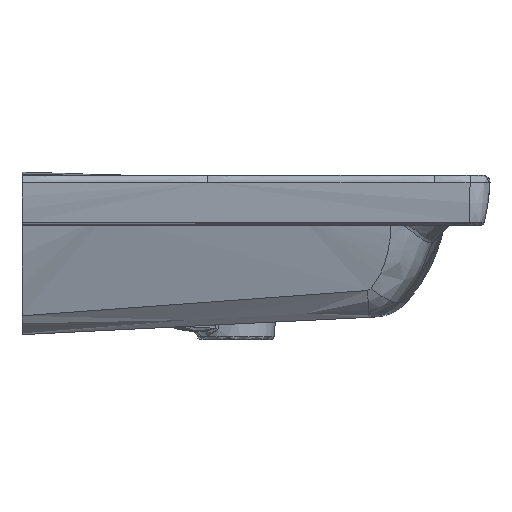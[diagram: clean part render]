
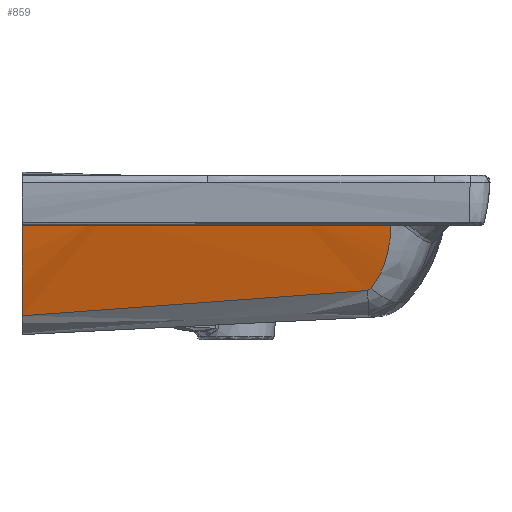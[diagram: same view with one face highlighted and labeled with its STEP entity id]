
A CAD part, left-side view. The second image highlights one B-rep face of the part: STEP entity #859.
In plain terms, the highlighted conical face has half-angle 2 degrees and reference radius 500 mm.
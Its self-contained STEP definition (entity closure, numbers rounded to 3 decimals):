
#290=CONICAL_SURFACE('',#6618,500.,2.);
#345=CIRCLE('',#6519,500.);
#455=(
BOUNDED_CURVE()
B_SPLINE_CURVE(3,(#45002,#45003,#45004,#45005,#45006,#45007,#45008,#45009,
#45010,#45011,#45012,#45013,#45014,#45015,#45016,#45017,#45018,#45019),
 .UNSPECIFIED.,.F.,.F.)
B_SPLINE_CURVE_WITH_KNOTS((4,2,2,2,2,2,2,2,4),(0.,0.033,0.066,
0.132,0.197,0.23,0.263,
0.526,1.),.UNSPECIFIED.)
CURVE()
GEOMETRIC_REPRESENTATION_ITEM()
RATIONAL_B_SPLINE_CURVE((1.,1.,1.,1.,1.,1.,1.,1.,1.,1.,1.,1.,1.,1.,1.,1.,
1.,1.))
REPRESENTATION_ITEM('')
);
#456=(
BOUNDED_CURVE()
B_SPLINE_CURVE(3,(#45021,#45022,#45023,#45024,#45025,#45026,#45027,#45028,
#45029,#45030),.UNSPECIFIED.,.F.,.F.)
B_SPLINE_CURVE_WITH_KNOTS((4,2,2,2,4),(0.,0.25,0.5,0.75,
1.),.UNSPECIFIED.)
CURVE()
GEOMETRIC_REPRESENTATION_ITEM()
RATIONAL_B_SPLINE_CURVE((1.,1.,1.,1.,1.,1.,1.,1.,1.,1.))
REPRESENTATION_ITEM('')
);
#859=ADVANCED_FACE('',(#1431),#290,.T.);
#1431=FACE_OUTER_BOUND('',#1827,.T.);
#1827=EDGE_LOOP('',(#3431,#3432,#3433,#3434,#3435,#3436,#3437,#3438));
#3431=ORIENTED_EDGE('',*,*,#5113,.T.);
#3432=ORIENTED_EDGE('',*,*,#5428,.T.);
#3433=ORIENTED_EDGE('',*,*,#5429,.T.);
#3434=ORIENTED_EDGE('',*,*,#5069,.T.);
#3435=ORIENTED_EDGE('',*,*,#5478,.F.);
#3436=ORIENTED_EDGE('',*,*,#5479,.F.);
#3437=ORIENTED_EDGE('',*,*,#5475,.T.);
#3438=ORIENTED_EDGE('',*,*,#5430,.T.);
#4289=VERTEX_POINT('',#36621);
#4290=VERTEX_POINT('',#36623);
#4331=VERTEX_POINT('',#36837);
#4332=VERTEX_POINT('',#36845);
#4540=VERTEX_POINT('',#42677);
#4542=VERTEX_POINT('',#42840);
#4568=VERTEX_POINT('',#44832);
#4570=VERTEX_POINT('',#45020);
#5069=EDGE_CURVE('',#4290,#4289,#345,.T.);
#5113=EDGE_CURVE('',#4332,#4331,#6065,.T.);
#5428=EDGE_CURVE('',#4331,#4542,#6273,.T.);
#5429=EDGE_CURVE('',#4542,#4290,#6274,.T.);
#5430=EDGE_CURVE('',#4540,#4332,#6275,.T.);
#5475=EDGE_CURVE('',#4568,#4540,#6317,.T.);
#5478=EDGE_CURVE('',#4570,#4289,#455,.T.);
#5479=EDGE_CURVE('',#4568,#4570,#456,.T.);
#6065=B_SPLINE_CURVE_WITH_KNOTS('',3,(#36838,#36839,#36840,#36841,#36842,
#36843,#36844),.UNSPECIFIED.,.F.,.F.,(4,3,4),(0.,0.473,1.),
 .UNSPECIFIED.);
#6273=B_SPLINE_CURVE_WITH_KNOTS('',3,(#42841,#42842,#42843,#42844,#42845,
#42846),.UNSPECIFIED.,.F.,.F.,(4,2,4),(0.,0.5,1.),.UNSPECIFIED.);
#6274=B_SPLINE_CURVE_WITH_KNOTS('',3,(#42883,#42884,#42885,#42886,#42887,
#42888,#42889),.UNSPECIFIED.,.F.,.F.,(4,3,4),(0.,0.295,1.),
 .UNSPECIFIED.);
#6275=B_SPLINE_CURVE_WITH_KNOTS('',3,(#42902,#42903,#42904,#42905,#42906,
#42907,#42908),.UNSPECIFIED.,.F.,.F.,(4,3,4),(0.,0.983,1.),
 .UNSPECIFIED.);
#6317=B_SPLINE_CURVE_WITH_KNOTS('',3,(#44796,#44797,#44798,#44799,#44800,
#44801,#44802,#44803,#44804,#44805,#44806,#44807,#44808,#44809,#44810,#44811,
#44812,#44813,#44814,#44815,#44816,#44817,#44818,#44819,#44820,#44821,#44822,
#44823,#44824,#44825,#44826,#44827,#44828,#44829,#44830,#44831),
 .UNSPECIFIED.,.F.,.F.,(4,2,2,2,2,1,1,2,2,2,2,1,2,2,1,2,2,1,1,2,4),(0.,
0.125,0.25,0.281,0.312,
0.375,0.437,0.453,0.469,
0.5,0.562,0.594,0.602,0.609,
0.625,0.75,0.766,0.781,0.812,
0.875,1.),.UNSPECIFIED.);
#6519=AXIS2_PLACEMENT_3D('',#36622,#6771,#6772);
#6618=AXIS2_PLACEMENT_3D('',#45031,#7022,#7023);
#6771=DIRECTION('',(0.,-1.,0.));
#6772=DIRECTION('',(0.,0.,-1.));
#7022=DIRECTION('',(0.,1.,0.));
#7023=DIRECTION('',(0.,0.,-1.));
#36621=CARTESIAN_POINT('',(-573.018,0.,-141.042));
#36622=CARTESIAN_POINT('',(-108.159,0.,43.096));
#36623=CARTESIAN_POINT('',(-599.758,0.,-48.176));
#36837=CARTESIAN_POINT('',(-598.232,-83.97,-40.));
#36838=CARTESIAN_POINT('',(-591.328,-278.866,-40.));
#36839=CARTESIAN_POINT('',(-592.417,-248.133,-40.));
#36840=CARTESIAN_POINT('',(-593.506,-217.4,-40.));
#36841=CARTESIAN_POINT('',(-594.594,-186.667,-40.));
#36842=CARTESIAN_POINT('',(-595.807,-152.434,-40.));
#36843=CARTESIAN_POINT('',(-597.02,-118.202,-40.));
#36844=CARTESIAN_POINT('',(-598.232,-83.97,-40.));
#36845=CARTESIAN_POINT('',(-591.328,-278.866,-40.));
#42677=CARTESIAN_POINT('',(-586.943,-371.091,-46.206));
#42840=CARTESIAN_POINT('',(-597.352,-67.775,-48.167));
#42841=CARTESIAN_POINT('',(-598.232,-83.97,-40.));
#42842=CARTESIAN_POINT('',(-597.977,-81.606,-42.001));
#42843=CARTESIAN_POINT('',(-597.7,-79.24,-44.044));
#42844=CARTESIAN_POINT('',(-597.315,-73.95,-47.203));
#42845=CARTESIAN_POINT('',(-597.241,-70.909,-48.167));
#42846=CARTESIAN_POINT('',(-597.352,-67.775,-48.167));
#42883=CARTESIAN_POINT('',(-597.352,-67.775,-48.167));
#42884=CARTESIAN_POINT('',(-597.589,-61.113,-48.168));
#42885=CARTESIAN_POINT('',(-597.825,-54.45,-48.169));
#42886=CARTESIAN_POINT('',(-598.062,-47.788,-48.17));
#42887=CARTESIAN_POINT('',(-598.627,-31.859,-48.172));
#42888=CARTESIAN_POINT('',(-599.193,-15.929,-48.174));
#42889=CARTESIAN_POINT('',(-599.758,0.,-48.176));
#42902=CARTESIAN_POINT('',(-586.943,-371.091,-46.206));
#42903=CARTESIAN_POINT('',(-588.394,-340.88,-44.184));
#42904=CARTESIAN_POINT('',(-589.83,-310.669,-42.151));
#42905=CARTESIAN_POINT('',(-591.253,-280.458,-40.108));
#42906=CARTESIAN_POINT('',(-591.278,-279.927,-40.072));
#42907=CARTESIAN_POINT('',(-591.303,-279.397,-40.036));
#42908=CARTESIAN_POINT('',(-591.328,-278.866,-40.));
#44796=CARTESIAN_POINT('',(-569.977,-350.74,-113.832));
#44797=CARTESIAN_POINT('',(-570.912,-352.997,-110.834));
#44798=CARTESIAN_POINT('',(-571.855,-355.069,-107.741));
#44799=CARTESIAN_POINT('',(-573.745,-358.843,-101.36));
#44800=CARTESIAN_POINT('',(-574.533,-360.255,-98.617));
#44801=CARTESIAN_POINT('',(-575.536,-361.892,-95.042));
#44802=CARTESIAN_POINT('',(-575.735,-362.208,-94.327));
#44803=CARTESIAN_POINT('',(-576.131,-362.818,-92.895));
#44804=CARTESIAN_POINT('',(-576.335,-363.121,-92.153));
#44805=CARTESIAN_POINT('',(-576.821,-363.825,-90.373));
#44806=CARTESIAN_POINT('',(-577.464,-364.702,-87.993));
#44807=CARTESIAN_POINT('',(-578.173,-365.55,-85.304));
#44808=CARTESIAN_POINT('',(-578.563,-365.972,-83.805));
#44809=CARTESIAN_POINT('',(-578.718,-366.137,-83.206));
#44810=CARTESIAN_POINT('',(-578.767,-366.188,-83.018));
#44811=CARTESIAN_POINT('',(-578.948,-366.372,-82.317));
#44812=CARTESIAN_POINT('',(-579.078,-366.501,-81.809));
#44813=CARTESIAN_POINT('',(-579.498,-366.904,-80.161));
#44814=CARTESIAN_POINT('',(-579.829,-367.205,-78.849));
#44815=CARTESIAN_POINT('',(-580.277,-367.606,-77.042));
#44816=CARTESIAN_POINT('',(-580.458,-367.767,-76.305));
#44817=CARTESIAN_POINT('',(-580.633,-367.919,-75.586));
#44818=CARTESIAN_POINT('',(-580.703,-367.979,-75.3));
#44819=CARTESIAN_POINT('',(-580.731,-368.003,-75.185));
#44820=CARTESIAN_POINT('',(-580.866,-368.119,-74.628));
#44821=CARTESIAN_POINT('',(-581.671,-368.8,-71.293));
#44822=CARTESIAN_POINT('',(-582.418,-369.36,-68.055));
#44823=CARTESIAN_POINT('',(-583.121,-369.812,-64.904));
#44824=CARTESIAN_POINT('',(-583.198,-369.861,-64.556));
#44825=CARTESIAN_POINT('',(-583.379,-369.972,-63.74));
#44826=CARTESIAN_POINT('',(-583.647,-370.132,-62.518));
#44827=CARTESIAN_POINT('',(-584.261,-370.464,-59.679));
#44828=CARTESIAN_POINT('',(-584.765,-370.678,-57.268));
#44829=CARTESIAN_POINT('',(-585.746,-371.011,-52.475));
#44830=CARTESIAN_POINT('',(-586.354,-371.106,-49.366));
#44831=CARTESIAN_POINT('',(-586.943,-371.091,-46.206));
#44832=CARTESIAN_POINT('',(-569.977,-350.74,-113.832));
#45002=CARTESIAN_POINT('',(-569.46,-347.395,-115.706));
#45003=CARTESIAN_POINT('',(-569.491,-344.119,-115.967));
#45004=CARTESIAN_POINT('',(-569.525,-340.851,-116.216));
#45005=CARTESIAN_POINT('',(-569.592,-334.275,-116.727));
#45006=CARTESIAN_POINT('',(-569.625,-330.966,-116.983));
#45007=CARTESIAN_POINT('',(-569.727,-320.921,-117.758));
#45008=CARTESIAN_POINT('',(-569.798,-314.061,-118.282));
#45009=CARTESIAN_POINT('',(-569.946,-299.948,-119.35));
#45010=CARTESIAN_POINT('',(-570.023,-292.699,-119.894));
#45011=CARTESIAN_POINT('',(-570.142,-281.584,-120.721));
#45012=CARTESIAN_POINT('',(-570.182,-277.848,-120.998));
#45013=CARTESIAN_POINT('',(-570.264,-270.252,-121.558));
#45014=CARTESIAN_POINT('',(-570.306,-266.381,-121.842));
#45015=CARTESIAN_POINT('',(-570.691,-231.246,-124.411));
#45016=CARTESIAN_POINT('',(-571.024,-200.015,-126.682));
#45017=CARTESIAN_POINT('',(-571.932,-112.523,-133.013));
#45018=CARTESIAN_POINT('',(-572.488,-56.266,-137.045));
#45019=CARTESIAN_POINT('',(-573.018,0.,-141.042));
#45020=CARTESIAN_POINT('',(-569.46,-347.395,-115.706));
#45021=CARTESIAN_POINT('',(-569.977,-350.74,-113.832));
#45022=CARTESIAN_POINT('',(-569.888,-350.524,-114.119));
#45023=CARTESIAN_POINT('',(-569.811,-350.288,-114.368));
#45024=CARTESIAN_POINT('',(-569.681,-349.786,-114.804));
#45025=CARTESIAN_POINT('',(-569.627,-349.52,-114.99));
#45026=CARTESIAN_POINT('',(-569.541,-348.96,-115.302));
#45027=CARTESIAN_POINT('',(-569.508,-348.666,-115.427));
#45028=CARTESIAN_POINT('',(-569.466,-348.051,-115.616));
#45029=CARTESIAN_POINT('',(-569.456,-347.73,-115.679));
#45030=CARTESIAN_POINT('',(-569.46,-347.395,-115.706));
#45031=CARTESIAN_POINT('',(-108.159,0.,43.096));
